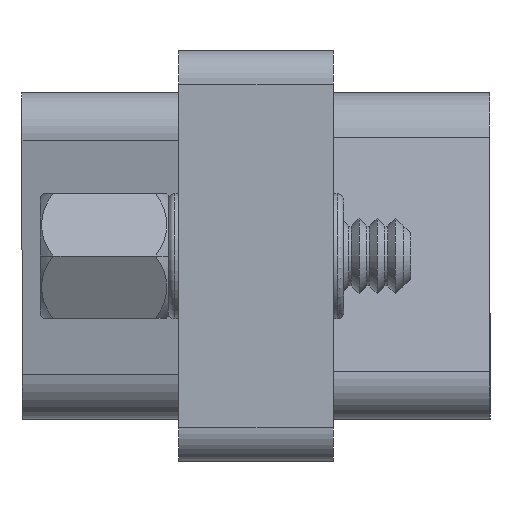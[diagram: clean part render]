
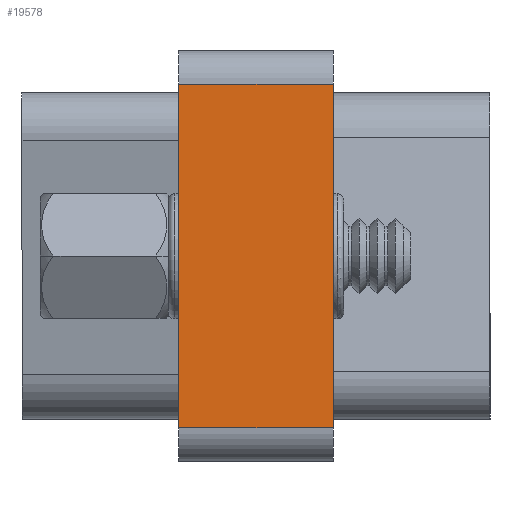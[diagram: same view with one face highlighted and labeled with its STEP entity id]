
A CAD part, left-side view. The second image highlights one B-rep face of the part: STEP entity #19578.
In plain terms, the highlighted planar face has unit normal (-1, 0, 0).
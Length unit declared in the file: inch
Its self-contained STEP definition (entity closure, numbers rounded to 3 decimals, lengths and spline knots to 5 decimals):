
#6360 = DIRECTION ( 'NONE',  ( 0., 0., -1. ) ) ;
#6361 = DIRECTION ( 'NONE',  ( 1., 0., 0. ) ) ;
#6362 = CARTESIAN_POINT ( 'NONE',  ( -1.325, 0.115, 0.305 ) ) ;
#6363 = AXIS2_PLACEMENT_3D ( 'NONE', #6362, #6361, #6360 ) ;
#6364 = PLANE ( 'NONE',  #6363 ) ;
#6365 = FACE_OUTER_BOUND ( 'NONE', #19579, .T. ) ;
#6622 = DIRECTION ( 'NONE',  ( 0., -1., 0. ) ) ;
#6623 = VECTOR ( 'NONE', #6622, 39.37008 ) ;
#6624 = CARTESIAN_POINT ( 'NONE',  ( -1.325, 0.115, -0.255 ) ) ;
#6625 = LINE ( 'NONE', #6624, #6623 ) ;
#13750 = CARTESIAN_POINT ( 'NONE',  ( -1.325, 0.115, 0.255 ) ) ;
#13751 = DIRECTION ( 'NONE',  ( 0., 0., 1. ) ) ;
#13752 = VECTOR ( 'NONE', #13751, 39.37008 ) ;
#13753 = CARTESIAN_POINT ( 'NONE',  ( -1.325, 0.115, 0.305 ) ) ;
#13754 = LINE ( 'NONE', #13753, #13752 ) ;
#14015 = CARTESIAN_POINT ( 'NONE',  ( -1.325, 0.115, -0.255 ) ) ;
#14468 = EDGE_CURVE ( 'NONE', #14476, #24743, #32447, .T. ) ;
#14469 = ORIENTED_EDGE ( 'NONE', *, *, #14468, .T. ) ;
#14470 = ORIENTED_EDGE ( 'NONE', *, *, #24742, .F. ) ;
#14474 = EDGE_CURVE ( 'NONE', #14475, #14476, #32486, .T. ) ;
#14475 = VERTEX_POINT ( 'NONE', #32463 ) ;
#14476 = VERTEX_POINT ( 'NONE', #32462 ) ;
#19578 = ADVANCED_FACE ( 'NONE', ( #6365 ), #6364, .F. ) ;
#19579 = EDGE_LOOP ( 'NONE', ( #19580, #14469, #14470, #19614 ) ) ;
#19580 = ORIENTED_EDGE ( 'NONE', *, *, #14474, .T. ) ;
#19614 = ORIENTED_EDGE ( 'NONE', *, *, #19615, .T. ) ;
#19615 = EDGE_CURVE ( 'NONE', #24886, #14475, #6625, .T. ) ;
#24742 = EDGE_CURVE ( 'NONE', #24886, #24743, #13754, .T. ) ;
#24743 = VERTEX_POINT ( 'NONE', #13750 ) ;
#24886 = VERTEX_POINT ( 'NONE', #14015 ) ;
#32444 = DIRECTION ( 'NONE',  ( 0., 1., 0. ) ) ;
#32445 = VECTOR ( 'NONE', #32444, 39.37008 ) ;
#32446 = CARTESIAN_POINT ( 'NONE',  ( -1.325, 0.115, 0.255 ) ) ;
#32447 = LINE ( 'NONE', #32446, #32445 ) ;
#32462 = CARTESIAN_POINT ( 'NONE',  ( -1.325, -0.115, 0.255 ) ) ;
#32463 = CARTESIAN_POINT ( 'NONE',  ( -1.325, -0.115, -0.255 ) ) ;
#32464 = DIRECTION ( 'NONE',  ( 0., 0., 1. ) ) ;
#32465 = VECTOR ( 'NONE', #32464, 39.37008 ) ;
#32466 = CARTESIAN_POINT ( 'NONE',  ( -1.325, -0.115, 0.305 ) ) ;
#32486 = LINE ( 'NONE', #32466, #32465 ) ;
